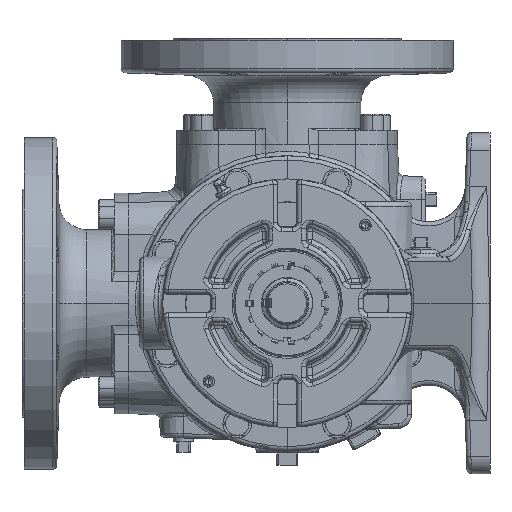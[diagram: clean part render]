
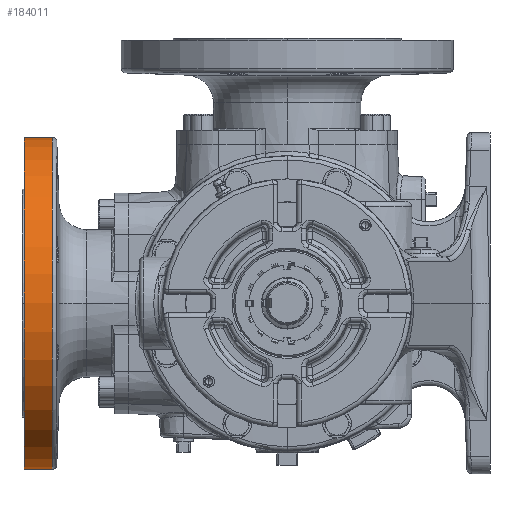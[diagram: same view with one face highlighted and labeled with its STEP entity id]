
A CAD part, left-side view. The second image highlights one B-rep face of the part: STEP entity #184011.
In plain terms, the highlighted cylindrical face has radius 114.3 mm (diameter 228.6 mm), a partial arc.
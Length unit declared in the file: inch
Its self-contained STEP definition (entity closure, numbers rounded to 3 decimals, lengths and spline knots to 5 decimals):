
#2531 = VECTOR ( 'NONE', #32270, 39.37008 ) ;
#8282 = ORIENTED_EDGE ( 'NONE', *, *, #10585, .T. ) ;
#8792 = EDGE_CURVE ( 'NONE', #179419, #237952, #70446, .T. ) ;
#10585 = EDGE_CURVE ( 'NONE', #155949, #237952, #259363, .T. ) ;
#11314 = DIRECTION ( 'NONE',  ( 0., 1., 0. ) ) ;
#19494 = DIRECTION ( 'NONE',  ( 0., 1., 0. ) ) ;
#32270 = DIRECTION ( 'NONE',  ( 0., 1., 0. ) ) ;
#41105 = VERTEX_POINT ( 'NONE', #86353 ) ;
#47958 = AXIS2_PLACEMENT_3D ( 'NONE', #203378, #19494, #91531 ) ;
#56770 = EDGE_CURVE ( 'NONE', #41105, #179419, #99980, .T. ) ;
#58199 = CARTESIAN_POINT ( 'NONE',  ( 2.78, 7.13, -4.5 ) ) ;
#70446 = CIRCLE ( 'NONE', #267848, 4.5 ) ;
#84120 = CARTESIAN_POINT ( 'NONE',  ( 2.78, 6.36588, 4.5 ) ) ;
#86353 = CARTESIAN_POINT ( 'NONE',  ( 2.78, 6.36588, -4.5 ) ) ;
#90499 = CARTESIAN_POINT ( 'NONE',  ( 2.78, 7.13, 4.5 ) ) ;
#91531 = DIRECTION ( 'NONE',  ( 0., 0., 1. ) ) ;
#95764 = FACE_OUTER_BOUND ( 'NONE', #142132, .T. ) ;
#99980 = LINE ( 'NONE', #188303, #2531 ) ;
#136005 = ORIENTED_EDGE ( 'NONE', *, *, #56770, .F. ) ;
#141479 = DIRECTION ( 'NONE',  ( 0., 0., -1. ) ) ;
#142132 = EDGE_LOOP ( 'NONE', ( #222373, #8282, #248106, #136005 ) ) ;
#151640 = CIRCLE ( 'NONE', #47958, 4.5 ) ;
#155949 = VERTEX_POINT ( 'NONE', #84120 ) ;
#179419 = VERTEX_POINT ( 'NONE', #58199 ) ;
#184011 = ADVANCED_FACE ( 'NONE', ( #95764 ), #185554, .T. ) ;
#184596 = AXIS2_PLACEMENT_3D ( 'NONE', #268349, #275236, #141479 ) ;
#185554 = CYLINDRICAL_SURFACE ( 'NONE', #184596, 4.5 ) ;
#188303 = CARTESIAN_POINT ( 'NONE',  ( 2.78, 7.58714, -4.5 ) ) ;
#203378 = CARTESIAN_POINT ( 'NONE',  ( 2.78, 6.36588, 0. ) ) ;
#219531 = CARTESIAN_POINT ( 'NONE',  ( 2.78, 7.58714, 4.5 ) ) ;
#220997 = DIRECTION ( 'NONE',  ( 0., 1., 0. ) ) ;
#222373 = ORIENTED_EDGE ( 'NONE', *, *, #257557, .T. ) ;
#233575 = DIRECTION ( 'NONE',  ( 1., 0., 0. ) ) ;
#237952 = VERTEX_POINT ( 'NONE', #90499 ) ;
#240453 = VECTOR ( 'NONE', #220997, 39.37008 ) ;
#248106 = ORIENTED_EDGE ( 'NONE', *, *, #8792, .F. ) ;
#257557 = EDGE_CURVE ( 'NONE', #41105, #155949, #151640, .T. ) ;
#259363 = LINE ( 'NONE', #219531, #240453 ) ;
#267848 = AXIS2_PLACEMENT_3D ( 'NONE', #277648, #11314, #233575 ) ;
#268349 = CARTESIAN_POINT ( 'NONE',  ( 2.78, 7.58714, 0. ) ) ;
#275236 = DIRECTION ( 'NONE',  ( 0., 1., 0. ) ) ;
#277648 = CARTESIAN_POINT ( 'NONE',  ( 2.78, 7.13, 0. ) ) ;
